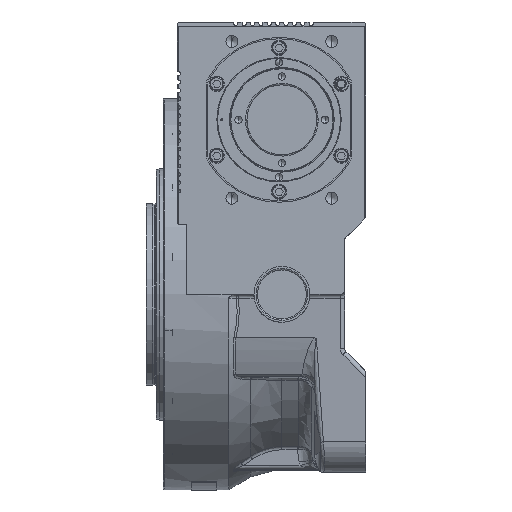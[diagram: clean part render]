
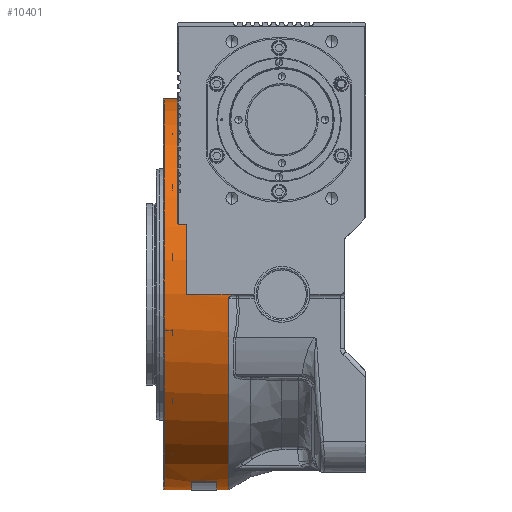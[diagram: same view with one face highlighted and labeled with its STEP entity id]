
A CAD part, left-side view. The second image highlights one B-rep face of the part: STEP entity #10401.
In plain terms, the highlighted cylindrical face has radius 140 mm (diameter 280 mm), a partial arc.
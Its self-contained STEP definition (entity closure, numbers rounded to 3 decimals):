
#100 = VECTOR ( 'NONE', #15633, 1000. ) ;
#642 = ORIENTED_EDGE ( 'NONE', *, *, #89172, .F. ) ;
#2372 = VERTEX_POINT ( 'NONE', #96494 ) ;
#3015 = DIRECTION ( 'NONE',  ( 0., -1., 0. ) ) ;
#3822 = ORIENTED_EDGE ( 'NONE', *, *, #11557, .T. ) ;
#3995 = CARTESIAN_POINT ( 'NONE',  ( 0., 84.2, 0. ) ) ;
#4948 = CARTESIAN_POINT ( 'NONE',  ( 0., 46.5, -140. ) ) ;
#5681 = CARTESIAN_POINT ( 'NONE',  ( -140., 34.422, -0.239 ) ) ;
#5779 = EDGE_CURVE ( 'NONE', #19642, #43987, #24155, .T. ) ;
#6136 = VERTEX_POINT ( 'NONE', #19710 ) ;
#6301 = EDGE_CURVE ( 'NONE', #6136, #2372, #42989, .T. ) ;
#6615 = CARTESIAN_POINT ( 'NONE',  ( -139.975, 37.976, -2.645 ) ) ;
#7486 = CARTESIAN_POINT ( 'NONE',  ( 0., 84.2, -140. ) ) ;
#8927 = EDGE_CURVE ( 'NONE', #6136, #69767, #14656, .T. ) ;
#10401 = ADVANCED_FACE ( 'NONE', ( #60566 ), #53154, .T. ) ;
#10813 = DIRECTION ( 'NONE',  ( 0., 0., 1. ) ) ;
#11557 = EDGE_CURVE ( 'NONE', #43987, #69767, #12912, .T. ) ;
#12912 = CIRCLE ( 'NONE', #53662, 140. ) ;
#12952 = CARTESIAN_POINT ( 'NONE',  ( -140., -60., 0. ) ) ;
#12976 = CARTESIAN_POINT ( 'NONE',  ( -139.972, 38., -2.793 ) ) ;
#14217 = CARTESIAN_POINT ( 'NONE',  ( -140., 68., 0. ) ) ;
#14656 = LINE ( 'NONE', #16598, #100 ) ;
#15366 = DIRECTION ( 'NONE',  ( 0., 0., 1. ) ) ;
#15633 = DIRECTION ( 'NONE',  ( 0., 1., 0. ) ) ;
#16598 = CARTESIAN_POINT ( 'NONE',  ( 0., 55., -140. ) ) ;
#16983 = ORIENTED_EDGE ( 'NONE', *, *, #5779, .T. ) ;
#18890 = LINE ( 'NONE', #12952, #89584 ) ;
#19642 = VERTEX_POINT ( 'NONE', #44508 ) ;
#19710 = CARTESIAN_POINT ( 'NONE',  ( 0., 38., -140. ) ) ;
#20847 = CARTESIAN_POINT ( 'NONE',  ( -139.999, 35.291, -0.468 ) ) ;
#23663 = DIRECTION ( 'NONE',  ( 0., 1., 0. ) ) ;
#23849 = ORIENTED_EDGE ( 'NONE', *, *, #56738, .T. ) ;
#24155 = LINE ( 'NONE', #31098, #80581 ) ;
#24882 = CARTESIAN_POINT ( 'NONE',  ( 0., 84.2, 140. ) ) ;
#27172 = VECTOR ( 'NONE', #93357, 1000. ) ;
#28662 = DIRECTION ( 'NONE',  ( 0., 1., 0. ) ) ;
#28731 = CARTESIAN_POINT ( 'NONE',  ( -139.998, 35.853, -0.672 ) ) ;
#30645 = CARTESIAN_POINT ( 'NONE',  ( 0., 55., 140. ) ) ;
#31098 = CARTESIAN_POINT ( 'NONE',  ( -39.598, 55., -134.283 ) ) ;
#31436 = DIRECTION ( 'NONE',  ( 0., 1., 0. ) ) ;
#31964 = ORIENTED_EDGE ( 'NONE', *, *, #8927, .F. ) ;
#32100 = AXIS2_PLACEMENT_3D ( 'NONE', #95957, #28662, #58618 ) ;
#32488 = CIRCLE ( 'NONE', #82722, 140. ) ;
#32729 = DIRECTION ( 'NONE',  ( 0., 0., 1. ) ) ;
#34052 = VERTEX_POINT ( 'NONE', #39355 ) ;
#35136 = CARTESIAN_POINT ( 'NONE',  ( 0., 68., 140. ) ) ;
#35586 = DIRECTION ( 'NONE',  ( 0., -1., 0. ) ) ;
#35615 = CARTESIAN_POINT ( 'NONE',  ( -140., 32.056, 0. ) ) ;
#36174 = ORIENTED_EDGE ( 'NONE', *, *, #6301, .T. ) ;
#36398 = EDGE_CURVE ( 'NONE', #74113, #19642, #32488, .T. ) ;
#36553 = CARTESIAN_POINT ( 'NONE',  ( -139.991, 37.37, -1.618 ) ) ;
#36847 = EDGE_CURVE ( 'NONE', #42567, #40528, #38937, .T. ) ;
#38937 = LINE ( 'NONE', #30645, #56105 ) ;
#39355 = CARTESIAN_POINT ( 'NONE',  ( -140., 32.056, 0. ) ) ;
#39557 = VERTEX_POINT ( 'NONE', #14217 ) ;
#39939 = CIRCLE ( 'NONE', #32100, 140. ) ;
#40297 = ORIENTED_EDGE ( 'NONE', *, *, #91353, .T. ) ;
#40528 = VERTEX_POINT ( 'NONE', #24882 ) ;
#42567 = VERTEX_POINT ( 'NONE', #35136 ) ;
#42962 = CARTESIAN_POINT ( 'NONE',  ( -139.988, 37.573, -1.84 ) ) ;
#42989 = CIRCLE ( 'NONE', #93218, 140. ) ;
#43457 = CARTESIAN_POINT ( 'NONE',  ( -139.992, 37.26, -1.516 ) ) ;
#43987 = VERTEX_POINT ( 'NONE', #71876 ) ;
#44407 = CARTESIAN_POINT ( 'NONE',  ( -139.982, 37.823, -2.217 ) ) ;
#44508 = CARTESIAN_POINT ( 'NONE',  ( -39.598, 64.5, -134.283 ) ) ;
#47005 = ORIENTED_EDGE ( 'NONE', *, *, #74061, .F. ) ;
#47962 = ORIENTED_EDGE ( 'NONE', *, *, #36398, .T. ) ;
#48572 = CARTESIAN_POINT ( 'NONE',  ( 0., 55., -140. ) ) ;
#50295 = CARTESIAN_POINT ( 'NONE',  ( -139.98, 37.888, -2.355 ) ) ;
#50801 = CARTESIAN_POINT ( 'NONE',  ( -140., 32.656, 0. ) ) ;
#52681 = CARTESIAN_POINT ( 'NONE',  ( 0., 55., 0. ) ) ;
#53154 = CYLINDRICAL_SURFACE ( 'NONE', #78615, 140. ) ;
#53662 = AXIS2_PLACEMENT_3D ( 'NONE', #91724, #92660, #32729 ) ;
#54007 = DIRECTION ( 'NONE',  ( 0., 0., 1. ) ) ;
#56105 = VECTOR ( 'NONE', #89117, 1000. ) ;
#56738 = EDGE_CURVE ( 'NONE', #2372, #34052, #81713, .T. ) ;
#57723 = CARTESIAN_POINT ( 'NONE',  ( -140., 33.249, -0.044 ) ) ;
#58618 = DIRECTION ( 'NONE',  ( 0., 0., 1. ) ) ;
#59663 = CARTESIAN_POINT ( 'NONE',  ( -139.969, 38., -2.945 ) ) ;
#59885 = VERTEX_POINT ( 'NONE', #7486 ) ;
#60566 = FACE_OUTER_BOUND ( 'NONE', #75208, .T. ) ;
#63850 = LINE ( 'NONE', #48572, #27172 ) ;
#66521 = CARTESIAN_POINT ( 'NONE',  ( -140., 34.13, -0.181 ) ) ;
#68394 = DIRECTION ( 'NONE',  ( 0., -1., 0. ) ) ;
#69722 = CARTESIAN_POINT ( 'NONE',  ( 0., 38., 0. ) ) ;
#69767 = VERTEX_POINT ( 'NONE', #4948 ) ;
#71749 = EDGE_CURVE ( 'NONE', #40528, #59885, #82470, .T. ) ;
#71876 = CARTESIAN_POINT ( 'NONE',  ( -39.598, 46.5, -134.283 ) ) ;
#72024 = ORIENTED_EDGE ( 'NONE', *, *, #36847, .T. ) ;
#72953 = CARTESIAN_POINT ( 'NONE',  ( -139.998, 36.127, -0.79 ) ) ;
#73442 = CARTESIAN_POINT ( 'NONE',  ( -139.999, 35.002, -0.382 ) ) ;
#74061 = EDGE_CURVE ( 'NONE', #74113, #59885, #63850, .T. ) ;
#74113 = VERTEX_POINT ( 'NONE', #77121 ) ;
#74200 = CARTESIAN_POINT ( 'NONE',  ( 0., 64.5, 0. ) ) ;
#74695 = DIRECTION ( 'NONE',  ( 0., 0., 1. ) ) ;
#75208 = EDGE_LOOP ( 'NONE', ( #31964, #36174, #23849, #642, #40297, #72024, #80278, #47005, #47962, #16983, #3822 ) ) ;
#77121 = CARTESIAN_POINT ( 'NONE',  ( 0., 64.5, -140. ) ) ;
#78615 = AXIS2_PLACEMENT_3D ( 'NONE', #52681, #23663, #15366 ) ;
#80278 = ORIENTED_EDGE ( 'NONE', *, *, #71749, .T. ) ;
#80293 = CARTESIAN_POINT ( 'NONE',  ( -139.995, 36.913, -1.231 ) ) ;
#80581 = VECTOR ( 'NONE', #68394, 1000. ) ;
#81713 = B_SPLINE_CURVE_WITH_KNOTS ( 'NONE', 3,
 ( #59663, #12976, #6615, #50295, #44407, #88161, #42962, #36553, #43457, #80293, #89625, #72953, #28731, #20847, #73442, #5681, #66521, #57723, #50801, #35615 ),
 .UNSPECIFIED., .F., .F.,
 ( 4, 2, 2, 2, 2, 2, 2, 2, 2, 4 ),
 ( 0., 0., 0.001, 0.001, 0.002, 0.003, 0.004, 0.005, 0.005, 0.007 ),
 .UNSPECIFIED. ) ;
#82067 = DIRECTION ( 'NONE',  ( 0., 1., 0. ) ) ;
#82470 = CIRCLE ( 'NONE', #90346, 140. ) ;
#82722 = AXIS2_PLACEMENT_3D ( 'NONE', #74200, #82067, #74695 ) ;
#88161 = CARTESIAN_POINT ( 'NONE',  ( -139.986, 37.666, -1.961 ) ) ;
#89117 = DIRECTION ( 'NONE',  ( 0., 1., 0. ) ) ;
#89172 = EDGE_CURVE ( 'NONE', #39557, #34052, #18890, .T. ) ;
#89584 = VECTOR ( 'NONE', #35586, 1000. ) ;
#89625 = CARTESIAN_POINT ( 'NONE',  ( -139.996, 36.656, -1.069 ) ) ;
#90346 = AXIS2_PLACEMENT_3D ( 'NONE', #3995, #3015, #10813 ) ;
#91353 = EDGE_CURVE ( 'NONE', #39557, #42567, #39939, .T. ) ;
#91724 = CARTESIAN_POINT ( 'NONE',  ( 0., 46.5, 0. ) ) ;
#92660 = DIRECTION ( 'NONE',  ( 0., -1., 0. ) ) ;
#93218 = AXIS2_PLACEMENT_3D ( 'NONE', #69722, #31436, #54007 ) ;
#93357 = DIRECTION ( 'NONE',  ( 0., 1., 0. ) ) ;
#95957 = CARTESIAN_POINT ( 'NONE',  ( 0., 68., 0. ) ) ;
#96494 = CARTESIAN_POINT ( 'NONE',  ( -139.969, 38., -2.945 ) ) ;
